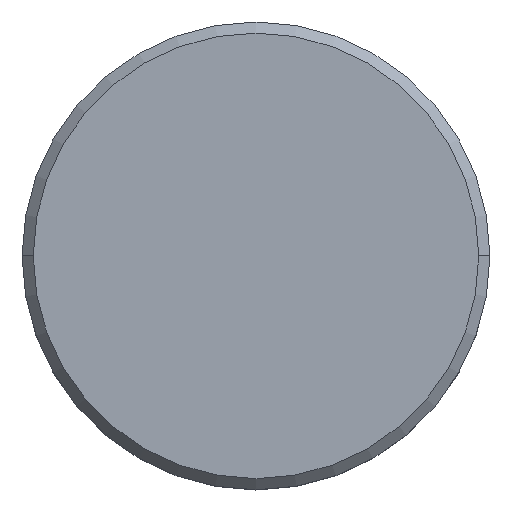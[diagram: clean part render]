
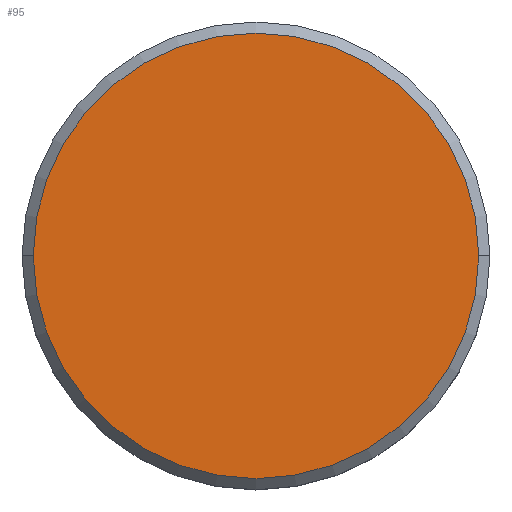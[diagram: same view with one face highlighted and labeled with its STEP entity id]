
A CAD part, top view. The second image highlights one B-rep face of the part: STEP entity #95.
In plain terms, the highlighted planar face has unit normal (0, 0, 1).
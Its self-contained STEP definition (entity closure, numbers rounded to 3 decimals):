
#28 = AXIS2_PLACEMENT_3D ( 'NONE', #41, #52, #504 ) ;
#40 = CIRCLE ( 'NONE', #28, 10. ) ;
#41 = CARTESIAN_POINT ( 'NONE',  ( 0., 0., 0. ) ) ;
#52 = DIRECTION ( 'NONE',  ( 0., 0., 1. ) ) ;
#92 = AXIS2_PLACEMENT_3D ( 'NONE', #503, #181, #463 ) ;
#95 = ADVANCED_FACE ( 'NONE', ( #590 ), #492, .T. ) ;
#97 = AXIS2_PLACEMENT_3D ( 'NONE', #340, #293, #555 ) ;
#130 = ORIENTED_EDGE ( 'NONE', *, *, #161, .T. ) ;
#135 = VERTEX_POINT ( 'NONE', #199 ) ;
#161 = EDGE_CURVE ( 'NONE', #135, #507, #312, .T. ) ;
#181 = DIRECTION ( 'NONE',  ( 0., 0., 1. ) ) ;
#199 = CARTESIAN_POINT ( 'NONE',  ( 10., 0., 0. ) ) ;
#228 = CARTESIAN_POINT ( 'NONE',  ( -10., 0., 0. ) ) ;
#293 = DIRECTION ( 'NONE',  ( 0., 0., 1. ) ) ;
#312 = CIRCLE ( 'NONE', #97, 10. ) ;
#340 = CARTESIAN_POINT ( 'NONE',  ( 0., 0., 0. ) ) ;
#359 = EDGE_LOOP ( 'NONE', ( #532, #130 ) ) ;
#463 = DIRECTION ( 'NONE',  ( 1., 0., 0. ) ) ;
#482 = EDGE_CURVE ( 'NONE', #507, #135, #40, .T. ) ;
#492 = PLANE ( 'NONE',  #92 ) ;
#503 = CARTESIAN_POINT ( 'NONE',  ( 0., 0., 0. ) ) ;
#504 = DIRECTION ( 'NONE',  ( 1., 0., 0. ) ) ;
#507 = VERTEX_POINT ( 'NONE', #228 ) ;
#532 = ORIENTED_EDGE ( 'NONE', *, *, #482, .T. ) ;
#555 = DIRECTION ( 'NONE',  ( 1., 0., 0. ) ) ;
#590 = FACE_OUTER_BOUND ( 'NONE', #359, .T. ) ;
